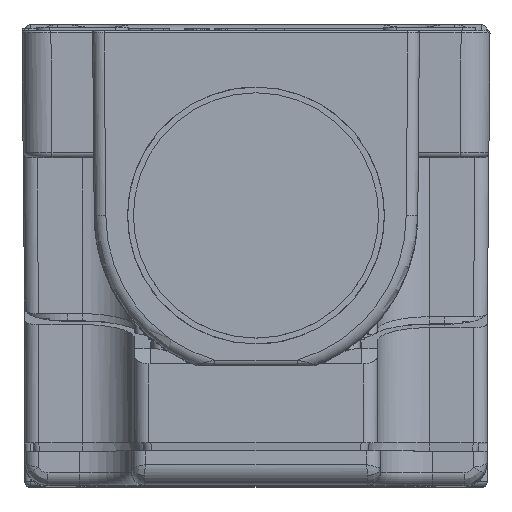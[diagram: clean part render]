
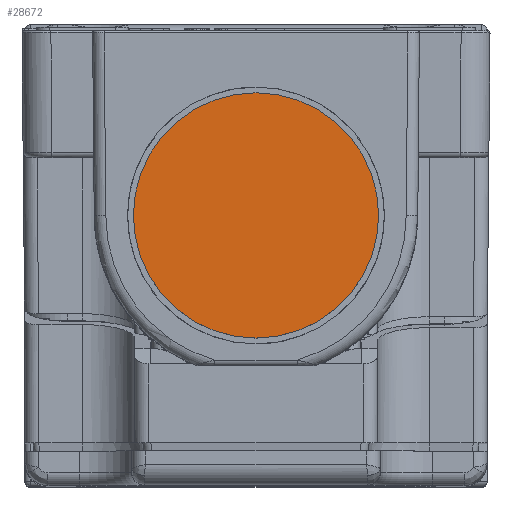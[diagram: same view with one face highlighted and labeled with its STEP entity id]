
A CAD part, top view. The second image highlights one B-rep face of the part: STEP entity #28672.
In plain terms, the highlighted planar face has unit normal (0, -0.001, 1).
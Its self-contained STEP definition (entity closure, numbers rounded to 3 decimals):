
#5170=CARTESIAN_POINT('',(0.,-4.731,94.494));
#5171=DIRECTION('',(0.,-0.001,1.));
#5172=DIRECTION('',(0.,1.,0.001));
#5173=AXIS2_PLACEMENT_3D('',#5170,#5171,#5172);
#5175=CARTESIAN_POINT('',(0.,-4.731,94.494));
#5176=DIRECTION('',(0.,0.001,-1.));
#5177=DIRECTION('',(0.,1.,0.001));
#5178=AXIS2_PLACEMENT_3D('',#5175,#5176,#5177);
#21803=CARTESIAN_POINT('',(0.,5.88,94.509));
#21805=VERTEX_POINT('',#21803);
#21807=CARTESIAN_POINT('',(0.,-15.343,94.48));
#21809=VERTEX_POINT('',#21807);
#28663=CARTESIAN_POINT('',(0.,-4.731,94.494));
#28664=DIRECTION('',(0.,0.001,-1.));
#28665=DIRECTION('',(0.,-1.,-0.001));
#28666=AXIS2_PLACEMENT_3D('',#28663,#28664,#28665);
#28667=PLANE('',#28666);
#28668=ORIENTED_EDGE('',*,*,#28628,.F.);
#28669=ORIENTED_EDGE('',*,*,#28651,.T.);
#28670=EDGE_LOOP('',(#28668,#28669));
#28671=FACE_OUTER_BOUND('',#28670,.F.);
#28672=ADVANCED_FACE('',(#28671),#28667,.F.);
#5174=CIRCLE('',#5173,10.612);
#5179=CIRCLE('',#5178,10.612);
#28628=EDGE_CURVE('',#21805,#21809,#5174,.T.);
#28651=EDGE_CURVE('',#21805,#21809,#5179,.T.);
